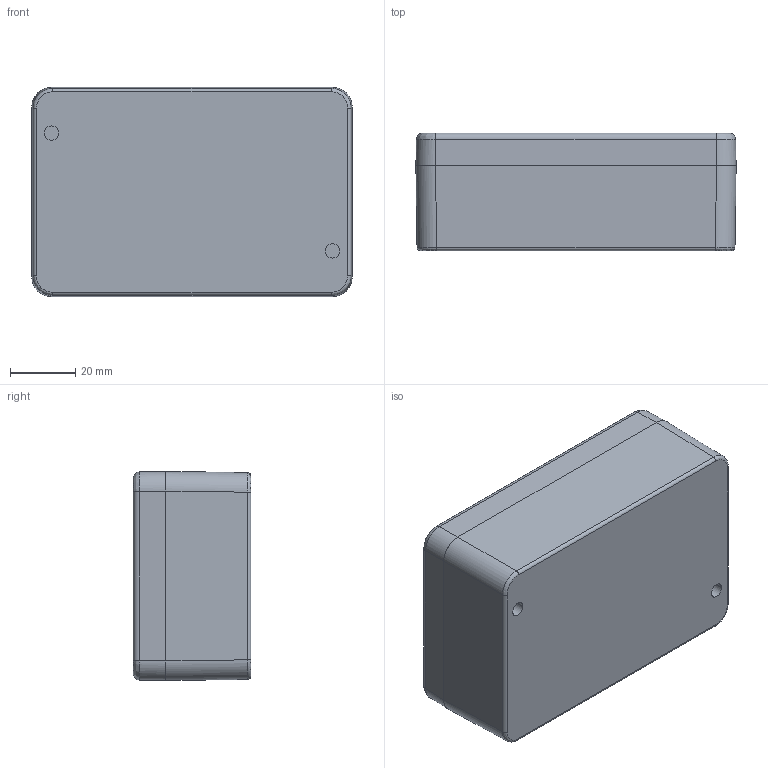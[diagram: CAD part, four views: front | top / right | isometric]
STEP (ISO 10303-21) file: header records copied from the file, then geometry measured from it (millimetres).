
FILE_DESCRIPTION((''),'2;1');
FILE_NAME('CA-080_ASM','2010-04-12T',('M.Fehring'),(''),'PRO/ENGINEER BY PARAMETRIC TECHNOLOGY CORPORATION, 2005070','PRO/ENGINEER BY PARAMETRIC TECHNOLOGY CORPORATION, 2005070','');
FILE_SCHEMA(('AUTOMOTIVE_DESIGN_CC2 { 1 2 10303 214 -1 1 5 2 }'));
Length unit declared in the file: millimetre
Products named in the file (8): CA-080_UT_PRT; 9261104000; CA-080_UT_ASM; CA-080_DE_PRT; 9261114000; CA-080_DE_ASM; 9261011000; CA-080_ASM
Assembly tree (11 placements, depth 3):
  CA-080_ASM
    CA-080_UT_ASM
      CA-080_UT_PRT
      9261104000  x2
    CA-080_DE_ASM
      CA-080_DE_PRT
      9261114000
    9261011000  x4
Bounding box: 98 x 36 x 64 mm (x, y, z)
Volume: 84734.5 mm3; surface area: 51243.4 mm2
Topology: 20 solids, 20 shells, 714 faces, 1889 edges, 1208 vertices
Faces by surface type: plane 327, cylinder 218, cone 128, bspline 22, torus 19
Entity records: 20231 total; most frequent: CARTESIAN_POINT 5292, ORIENTED_EDGE 2366, DIRECTION 2246, PRESENTATION_STYLE_ASSIGNMENT 1198, STYLED_ITEM 1198, CURVE_STYLE 1183, EDGE_CURVE 1183, AXIS2_PLACEMENT_3D 846
